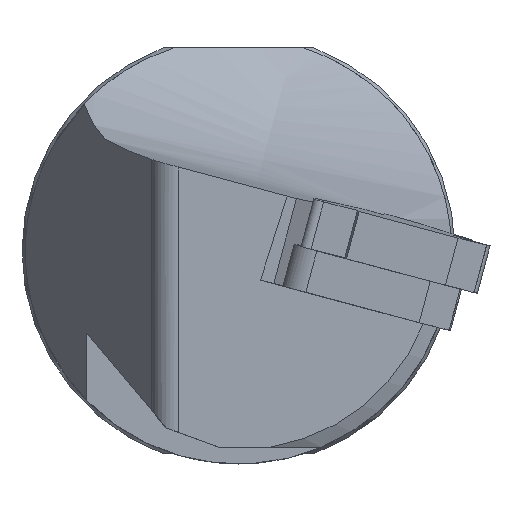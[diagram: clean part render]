
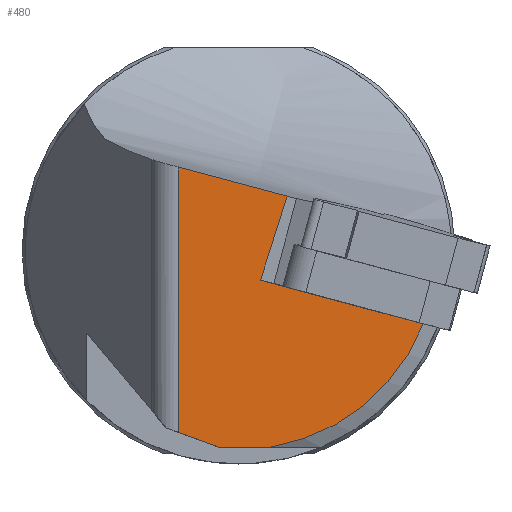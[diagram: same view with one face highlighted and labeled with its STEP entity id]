
A CAD part, left-side view. The second image highlights one B-rep face of the part: STEP entity #480.
In plain terms, the highlighted planar face has unit normal (-1, 0, 0).
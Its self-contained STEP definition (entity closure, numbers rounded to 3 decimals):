
#480=ADVANCED_FACE('',(#572),#522,.T.);
#522=PLANE('',#1484);
#572=FACE_OUTER_BOUND('',#628,.T.);
#628=EDGE_LOOP('',(#1046,#1047,#1048,#1049,#1050,#1051,#1052,#1053));
#664=B_SPLINE_CURVE_WITH_KNOTS('',3,(#1987,#1988,#1989,#1990),
 .UNSPECIFIED.,.F.,.F.,(4,4),(0.,1.),.UNSPECIFIED.);
#686=CIRCLE('',#1464,14.695);
#702=LINE('',#1802,#797);
#729=LINE('',#1878,#824);
#744=LINE('',#2293,#839);
#745=LINE('',#2296,#840);
#746=LINE('',#2298,#841);
#747=LINE('',#2299,#842);
#797=VECTOR('',#1529,1.);
#824=VECTOR('',#1594,1.);
#839=VECTOR('',#1669,1.);
#840=VECTOR('',#1674,1.);
#841=VECTOR('',#1675,1.);
#842=VECTOR('',#1676,1.);
#1046=ORIENTED_EDGE('',*,*,#1368,.F.);
#1047=ORIENTED_EDGE('',*,*,#1337,.T.);
#1048=ORIENTED_EDGE('',*,*,#1284,.F.);
#1049=ORIENTED_EDGE('',*,*,#1319,.F.);
#1050=ORIENTED_EDGE('',*,*,#1369,.F.);
#1051=ORIENTED_EDGE('',*,*,#1344,.F.);
#1052=ORIENTED_EDGE('',*,*,#1366,.T.);
#1053=ORIENTED_EDGE('',*,*,#1370,.F.);
#1188=VERTEX_POINT('',#1801);
#1189=VERTEX_POINT('',#1803);
#1211=VERTEX_POINT('',#1879);
#1225=VERTEX_POINT('',#1938);
#1228=VERTEX_POINT('',#1986);
#1229=VERTEX_POINT('',#1991);
#1241=VERTEX_POINT('',#2291);
#1243=VERTEX_POINT('',#2297);
#1284=EDGE_CURVE('',#1188,#1189,#702,.T.);
#1319=EDGE_CURVE('',#1211,#1188,#729,.T.);
#1337=EDGE_CURVE('',#1225,#1189,#686,.T.);
#1344=EDGE_CURVE('',#1228,#1229,#664,.T.);
#1366=EDGE_CURVE('',#1228,#1241,#744,.T.);
#1368=EDGE_CURVE('',#1225,#1243,#745,.T.);
#1369=EDGE_CURVE('',#1229,#1211,#746,.T.);
#1370=EDGE_CURVE('',#1243,#1241,#747,.T.);
#1464=AXIS2_PLACEMENT_3D('',#1937,#1625,#1626);
#1484=AXIS2_PLACEMENT_3D('',#2300,#1677,#1678);
#1529=DIRECTION('',(0.,-0.966,-0.259));
#1594=DIRECTION('',(0.,-0.966,-0.259));
#1625=DIRECTION('',(-1.,0.,0.));
#1626=DIRECTION('',(0.,-1.,0.));
#1669=DIRECTION('',(0.,0.,-1.));
#1674=DIRECTION('',(0.,1.,0.));
#1675=DIRECTION('',(0.,0.302,-0.953));
#1676=DIRECTION('',(0.,0.94,0.342));
#1677=DIRECTION('',(-1.,0.,0.));
#1678=DIRECTION('',(0.,-1.,0.));
#1801=CARTESIAN_POINT('',(0.591,-3.879,-2.764));
#1802=CARTESIAN_POINT('',(0.591,71.297,17.379));
#1803=CARTESIAN_POINT('',(0.591,-13.672,-5.388));
#1878=CARTESIAN_POINT('',(0.591,71.297,17.379));
#1879=CARTESIAN_POINT('',(0.591,-1.629,-2.161));
#1937=CARTESIAN_POINT('',(0.591,0.,0.));
#1938=CARTESIAN_POINT('',(0.591,-2.385,-14.5));
#1986=CARTESIAN_POINT('',(0.591,4.465,6.204));
#1987=CARTESIAN_POINT('',(0.591,4.465,6.204));
#1988=CARTESIAN_POINT('',(0.591,1.778,5.483));
#1989=CARTESIAN_POINT('',(0.591,-0.909,4.763));
#1990=CARTESIAN_POINT('',(0.591,-3.596,4.043));
#1991=CARTESIAN_POINT('',(0.591,-3.596,4.043));
#2291=CARTESIAN_POINT('',(0.591,4.465,-13.408));
#2293=CARTESIAN_POINT('',(0.591,4.465,343.401));
#2296=CARTESIAN_POINT('',(0.591,-16.06,-14.5));
#2297=CARTESIAN_POINT('',(0.591,1.466,-14.5));
#2298=CARTESIAN_POINT('',(0.591,-102.525,315.98));
#2299=CARTESIAN_POINT('',(0.591,101.017,21.734));
#2300=CARTESIAN_POINT('',(0.591,-16.06,343.401));
